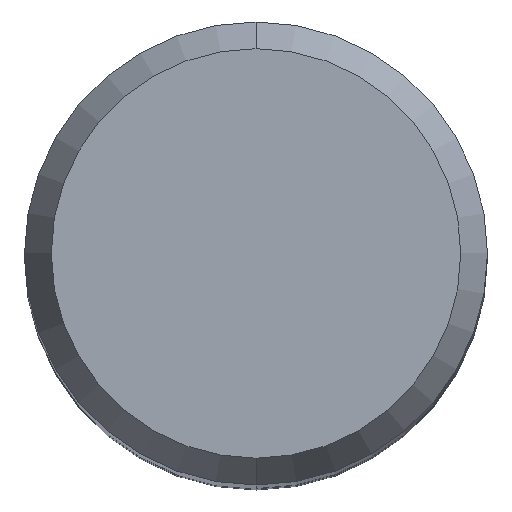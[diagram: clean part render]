
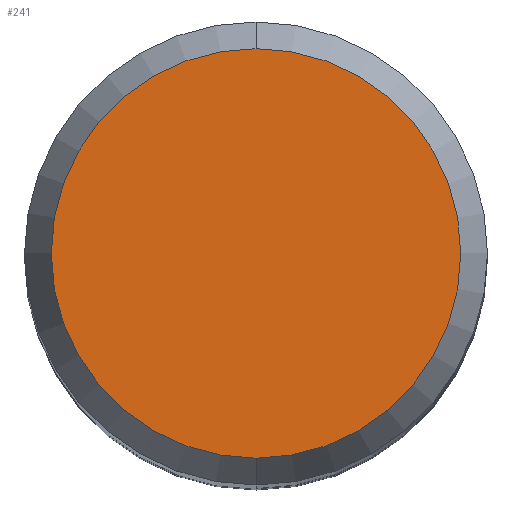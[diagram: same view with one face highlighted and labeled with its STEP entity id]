
A CAD part, top view. The second image highlights one B-rep face of the part: STEP entity #241.
In plain terms, the highlighted planar face has unit normal (0, 0, 1).
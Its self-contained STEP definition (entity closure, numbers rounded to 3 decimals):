
#241=ADVANCED_FACE('',(#605),#606,.T.);
#331=EDGE_CURVE('',#519,#437,#709,.T.);
#437=VERTEX_POINT('',#829);
#459=EDGE_CURVE('',#437,#519,#851,.T.);
#519=VERTEX_POINT('',#915);
#605=FACE_OUTER_BOUND('',#1012,.T.);
#606=PLANE('',#1013);
#709=CIRCLE('',#1198,4.423);
#829=CARTESIAN_POINT('',(0.0,4.423,0.0));
#851=CIRCLE('',#1478,4.423);
#915=CARTESIAN_POINT('',(0.,-4.423,0.0));
#1012=EDGE_LOOP('',(#1747,#1748));
#1013=AXIS2_PLACEMENT_3D('',#1749,#1750,#1751);
#1198=AXIS2_PLACEMENT_3D('',#1868,#1869,#1870);
#1478=AXIS2_PLACEMENT_3D('',#2043,#2044,#2045);
#1747=ORIENTED_EDGE('',*,*,#459,.F.);
#1748=ORIENTED_EDGE('',*,*,#331,.F.);
#1749=CARTESIAN_POINT('',(0.0,2.211,0.0));
#1750=DIRECTION('',(-0.0,0.0,1.0));
#1751=DIRECTION('',(0.0,-1.0,0.0));
#1868=CARTESIAN_POINT('',(0.0,0.0,0.0));
#1869=DIRECTION('',(0.0,0.0,-1.0));
#1870=DIRECTION('',(0.0,1.0,0.0));
#2043=CARTESIAN_POINT('',(0.0,0.0,0.0));
#2044=DIRECTION('',(0.0,0.0,-1.0));
#2045=DIRECTION('',(0.0,1.0,0.0));
